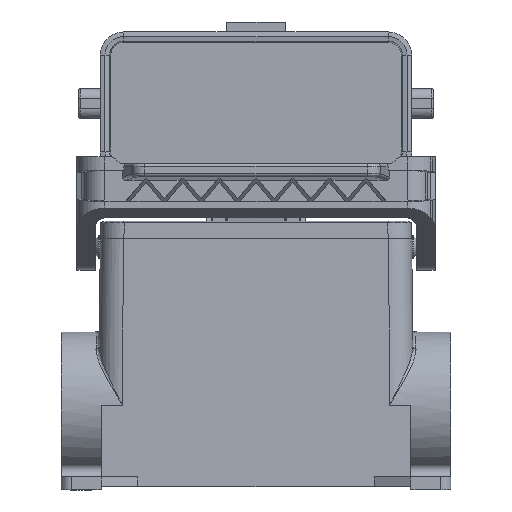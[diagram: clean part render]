
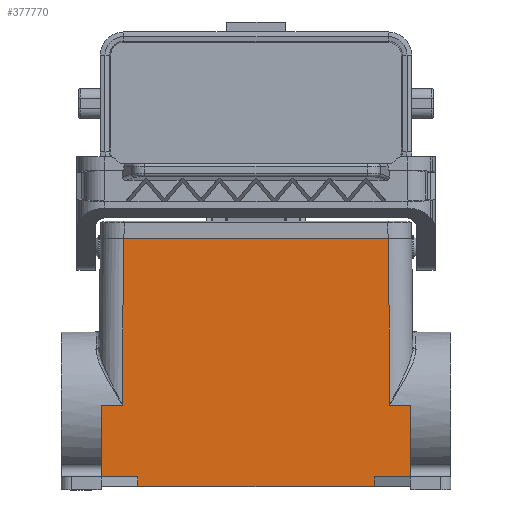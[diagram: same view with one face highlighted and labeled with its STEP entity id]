
A CAD part, front view. The second image highlights one B-rep face of the part: STEP entity #377770.
In plain terms, the highlighted face is planar.
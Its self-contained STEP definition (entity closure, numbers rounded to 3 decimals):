
#26760=CARTESIAN_POINT('',(33.818,61.705,74.5));
#26770=VERTEX_POINT('',#26760);
#26800=CARTESIAN_POINT('',(0.,61.705,74.5));
#26810=DIRECTION('',(-1.,0.,0.));
#26820=VECTOR('',#26810,1.);
#26830=LINE('',#26800,#26820);
#26840=CARTESIAN_POINT('',(113.319,61.705,74.5));
#26850=VERTEX_POINT('',#26840);
#26860=EDGE_CURVE('',#26850,#26770,#26830,.T.);
#309470=CARTESIAN_POINT('',(33.384,62.14,
24.691));
#309480=VERTEX_POINT('',#309470);
#312410=CARTESIAN_POINT('',(33.169,62.355,
0.061));
#312420=DIRECTION('',(0.009,-0.009,
1.));
#312430=VECTOR('',#312420,1.);
#312440=LINE('',#312410,#312430);
#312450=CARTESIAN_POINT('',(33.382,62.141,24.5));
#312460=VERTEX_POINT('',#312450);
#312470=EDGE_CURVE('',#312460,#309480,#312440,.T.);
#330310=EDGE_CURVE('',#309480,#26770,#312440,.T.);
#335080=CARTESIAN_POINT('',(38.067,62.355,0.));
#335090=DIRECTION('',(-0.015,0.009,
-1.));
#335100=VECTOR('',#335090,1.);
#335110=LINE('',#335080,#335100);
#335120=CARTESIAN_POINT('',(38.112,62.329,3.));
#335130=VERTEX_POINT('',#335120);
#335140=CARTESIAN_POINT('',(38.067,62.355,
0.));
#335150=VERTEX_POINT('',#335140);
#335160=EDGE_CURVE('',#335130,#335150,#335110,.T.);
#341350=CARTESIAN_POINT('',(0.,62.141,24.5));
#341360=DIRECTION('',(-1.,-0.,0.));
#341370=VECTOR('',#341360,1.);
#341380=LINE('',#341350,#341370);
#341390=CARTESIAN_POINT('',(27.069,62.141,24.5));
#341400=VERTEX_POINT('',#341390);
#341410=EDGE_CURVE('',#312460,#341400,#341380,.T.);
#341800=CARTESIAN_POINT('',(0.,62.329,3.));
#341810=DIRECTION('',(1.,0.,0.));
#341820=VECTOR('',#341810,1.);
#341830=LINE('',#341800,#341820);
#341840=CARTESIAN_POINT('',(27.069,62.329,3.));
#341850=VERTEX_POINT('',#341840);
#341860=EDGE_CURVE('',#341850,#335130,#341830,.T.);
#344890=CARTESIAN_POINT('',(27.069,62.355,0.));
#344900=DIRECTION('',(-0.,0.009,-1.));
#344910=VECTOR('',#344900,1.);
#344920=LINE('',#344890,#344910);
#344930=EDGE_CURVE('',#341400,#341850,#344920,.T.);
#376760=CARTESIAN_POINT('',(113.755,62.141,24.5));
#376770=VERTEX_POINT('',#376760);
#377020=CARTESIAN_POINT('',(113.754,62.14,
24.691));
#377030=VERTEX_POINT('',#377020);
#377060=CARTESIAN_POINT('',(113.968,62.355,
0.061));
#377070=DIRECTION('',(-0.009,-0.009,
1.));
#377080=VECTOR('',#377070,1.);
#377090=LINE('',#377060,#377080);
#377100=EDGE_CURVE('',#376770,#377030,#377090,.T.);
#377220=CARTESIAN_POINT('',(120.319,62.355,
0.003));
#377230=DIRECTION('',(-0.,-1.,-0.009));
#377240=DIRECTION('',(-1.,0.,0.));
#377250=AXIS2_PLACEMENT_3D('',#377220,#377230,#377240);
#377260=PLANE('',#377250);
#377270=CARTESIAN_POINT('',(0.,62.141,24.5));
#377280=DIRECTION('',(1.,-0.,0.));
#377290=VECTOR('',#377280,1.);
#377300=LINE('',#377270,#377290);
#377310=CARTESIAN_POINT('',(120.069,62.141,24.5));
#377320=VERTEX_POINT('',#377310);
#377330=EDGE_CURVE('',#376770,#377320,#377300,.T.);
#377340=ORIENTED_EDGE('',*,*,#377330,.T.);
#377350=ORIENTED_EDGE('',*,*,#377100,.F.);
#377360=EDGE_CURVE('',#377030,#26850,#377090,.T.);
#377370=ORIENTED_EDGE('',*,*,#377360,.F.);
#377380=ORIENTED_EDGE('',*,*,#26860,.F.);
#377390=ORIENTED_EDGE('',*,*,#330310,.T.);
#377400=ORIENTED_EDGE('',*,*,#312470,.T.);
#377410=ORIENTED_EDGE('',*,*,#341410,.F.);
#377420=ORIENTED_EDGE('',*,*,#344930,.F.);
#377430=ORIENTED_EDGE('',*,*,#341860,.F.);
#377440=ORIENTED_EDGE('',*,*,#335160,.F.);
#377450=CARTESIAN_POINT('',(0.,62.355,0.));
#377460=DIRECTION('',(1.,0.,0.));
#377470=VECTOR('',#377460,1.);
#377480=LINE('',#377450,#377470);
#377490=CARTESIAN_POINT('',(109.07,62.355,
0.));
#377500=VERTEX_POINT('',#377490);
#377510=EDGE_CURVE('',#335150,#377500,#377480,.T.);
#377520=ORIENTED_EDGE('',*,*,#377510,.F.);
#377530=CARTESIAN_POINT('',(109.07,62.355,
0.));
#377540=DIRECTION('',(0.015,0.009,
-1.));
#377550=VECTOR('',#377540,1.);
#377560=LINE('',#377530,#377550);
#377570=CARTESIAN_POINT('',(109.025,62.329,
3.));
#377580=VERTEX_POINT('',#377570);
#377590=EDGE_CURVE('',#377580,#377500,#377560,.T.);
#377600=ORIENTED_EDGE('',*,*,#377590,.T.);
#377610=CARTESIAN_POINT('',(0.,62.329,3.));
#377620=DIRECTION('',(-1.,0.,0.));
#377630=VECTOR('',#377620,1.);
#377640=LINE('',#377610,#377630);
#377650=CARTESIAN_POINT('',(120.069,62.329,3.
));
#377660=VERTEX_POINT('',#377650);
#377670=EDGE_CURVE('',#377660,#377580,#377640,.T.);
#377680=ORIENTED_EDGE('',*,*,#377670,.T.);
#377690=CARTESIAN_POINT('',(120.069,62.355,0.));
#377700=DIRECTION('',(-0.,0.009,-1.));
#377710=VECTOR('',#377700,1.);
#377720=LINE('',#377690,#377710);
#377730=EDGE_CURVE('',#377320,#377660,#377720,.T.);
#377740=ORIENTED_EDGE('',*,*,#377730,.T.);
#377750=EDGE_LOOP('',(#377740,#377680,#377600,#377520,#377440,#377430,
#377420,#377410,#377400,#377390,#377380,#377370,#377350,#377340));
#377760=FACE_OUTER_BOUND('',#377750,.T.);
#377770=ADVANCED_FACE('',(#377760),#377260,.F.);
